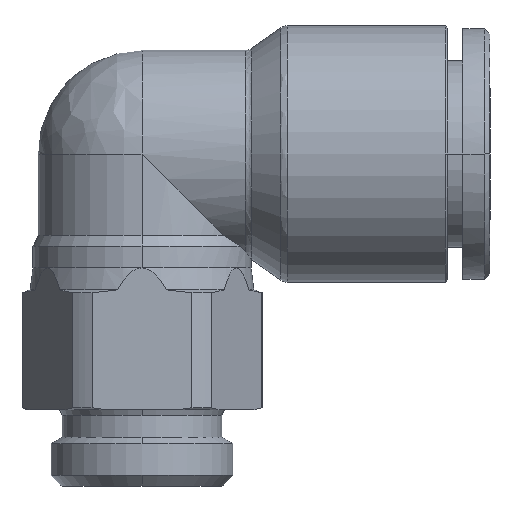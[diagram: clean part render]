
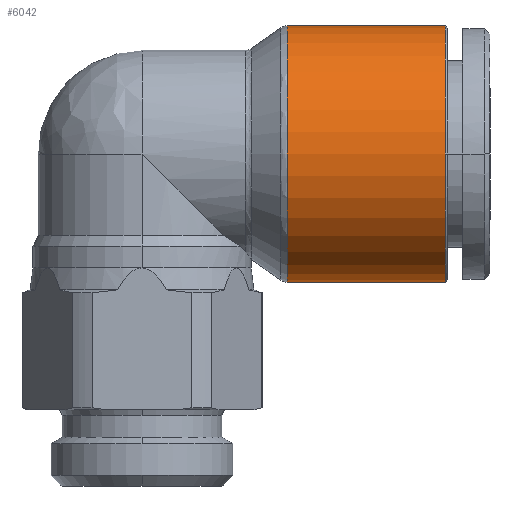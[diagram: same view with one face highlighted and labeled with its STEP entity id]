
A CAD part, front view. The second image highlights one B-rep face of the part: STEP entity #6042.
In plain terms, the highlighted cylindrical face has radius 11.75 mm (diameter 23.5 mm), a partial arc.
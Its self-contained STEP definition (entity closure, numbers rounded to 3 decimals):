
#199 = ORIENTED_EDGE ( 'NONE', *, *, #4793, .F. ) ;
#459 = CYLINDRICAL_SURFACE ( 'NONE', #8997, 11.75 ) ;
#480 = VECTOR ( 'NONE', #6653, 1000. ) ;
#575 = EDGE_CURVE ( 'NONE', #9311, #1324, #5114, .T. ) ;
#724 = DIRECTION ( 'NONE',  ( 0., 0., -1. ) ) ;
#948 = DIRECTION ( 'NONE',  ( -1., 0., 0. ) ) ;
#1094 = ORIENTED_EDGE ( 'NONE', *, *, #5565, .T. ) ;
#1324 = VERTEX_POINT ( 'NONE', #2798 ) ;
#1361 = CARTESIAN_POINT ( 'NONE',  ( -5.066, 0., -11.75 ) ) ;
#1421 = FACE_OUTER_BOUND ( 'NONE', #2965, .T. ) ;
#1596 = AXIS2_PLACEMENT_3D ( 'NONE', #4363, #3562, #724 ) ;
#1784 = VERTEX_POINT ( 'NONE', #4085 ) ;
#2233 = EDGE_CURVE ( 'NONE', #1784, #7184, #4502, .T. ) ;
#2361 = CARTESIAN_POINT ( 'NONE',  ( -11.25, 0., 11.75 ) ) ;
#2659 = ORIENTED_EDGE ( 'NONE', *, *, #2233, .T. ) ;
#2798 = CARTESIAN_POINT ( 'NONE',  ( -19.55, 0., -11.75 ) ) ;
#2956 = DIRECTION ( 'NONE',  ( 1., 0., 0. ) ) ;
#2965 = EDGE_LOOP ( 'NONE', ( #199, #2659, #1094, #3445, #6606 ) ) ;
#3171 = CARTESIAN_POINT ( 'NONE',  ( -5.066, 0., 11.75 ) ) ;
#3445 = ORIENTED_EDGE ( 'NONE', *, *, #6429, .F. ) ;
#3562 = DIRECTION ( 'NONE',  ( -1., 0., 0. ) ) ;
#3858 = AXIS2_PLACEMENT_3D ( 'NONE', #5298, #948, #7533 ) ;
#4085 = CARTESIAN_POINT ( 'NONE',  ( -19.55, 0., 11.75 ) ) ;
#4222 = CARTESIAN_POINT ( 'NONE',  ( -11.25, 0., -11.75 ) ) ;
#4363 = CARTESIAN_POINT ( 'NONE',  ( -5.066, 0., 0. ) ) ;
#4502 = LINE ( 'NONE', #2361, #480 ) ;
#4793 = EDGE_CURVE ( 'NONE', #1784, #9311, #5503, .T. ) ;
#5114 = CIRCLE ( 'NONE', #3858, 11.75 ) ;
#5259 = DIRECTION ( 'NONE',  ( -1., 0., 0. ) ) ;
#5298 = CARTESIAN_POINT ( 'NONE',  ( -19.55, 0., 0. ) ) ;
#5354 = DIRECTION ( 'NONE',  ( 0., 0., 1. ) ) ;
#5503 = CIRCLE ( 'NONE', #6951, 11.75 ) ;
#5565 = EDGE_CURVE ( 'NONE', #7184, #9054, #8796, .T. ) ;
#5875 = CARTESIAN_POINT ( 'NONE',  ( -11.25, 0., 0. ) ) ;
#5915 = CARTESIAN_POINT ( 'NONE',  ( -19.55, 11.75, 0. ) ) ;
#5973 = VECTOR ( 'NONE', #6473, 1000. ) ;
#6042 = ADVANCED_FACE ( 'NONE', ( #1421 ), #459, .T. ) ;
#6429 = EDGE_CURVE ( 'NONE', #1324, #9054, #9127, .T. ) ;
#6473 = DIRECTION ( 'NONE',  ( 1., 0., 0. ) ) ;
#6606 = ORIENTED_EDGE ( 'NONE', *, *, #575, .F. ) ;
#6653 = DIRECTION ( 'NONE',  ( 1., 0., 0. ) ) ;
#6807 = CARTESIAN_POINT ( 'NONE',  ( -19.55, 0., 0. ) ) ;
#6951 = AXIS2_PLACEMENT_3D ( 'NONE', #6807, #5259, #5354 ) ;
#7184 = VERTEX_POINT ( 'NONE', #3171 ) ;
#7421 = DIRECTION ( 'NONE',  ( 0., 0., -1. ) ) ;
#7533 = DIRECTION ( 'NONE',  ( 0., 0., 1. ) ) ;
#8796 = CIRCLE ( 'NONE', #1596, 11.75 ) ;
#8997 = AXIS2_PLACEMENT_3D ( 'NONE', #5875, #2956, #7421 ) ;
#9054 = VERTEX_POINT ( 'NONE', #1361 ) ;
#9127 = LINE ( 'NONE', #4222, #5973 ) ;
#9311 = VERTEX_POINT ( 'NONE', #5915 ) ;
